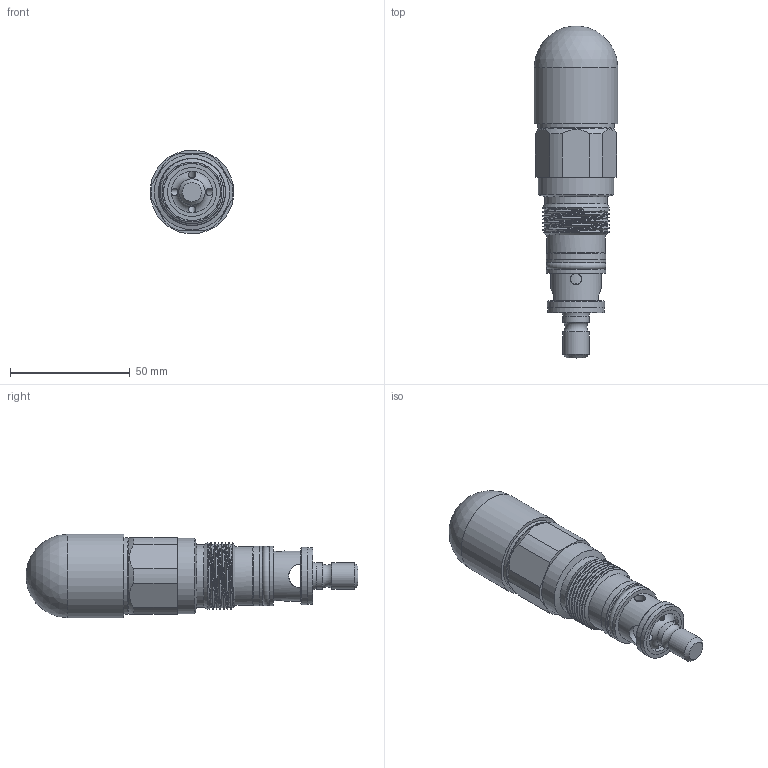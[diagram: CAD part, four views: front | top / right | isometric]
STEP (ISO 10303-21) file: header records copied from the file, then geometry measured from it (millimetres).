
FILE_DESCRIPTION(/* description */ (''),/* implementation_level */ '2;1');
FILE_NAME(/* name */ 'DBDS6K-1XJ插入式直动型溢流阀.prt.stp',/* time_stamp */ '2022-03-30T20:14:17+08:00',/* author */ (''),/* organization */ (''),/* preprocessor_version */ 'ST-DEVELOPER v16.7',/* originating_system */ 'SIEMENS PLM Software NX 12.0',/* authorisation */ '');
FILE_SCHEMA (('AUTOMOTIVE_DESIGN { 1 0 10303 214 3 1 1 1 }'));
Length unit declared in the file: millimetre
Products named in the file (1): DBDS6K-1XJ插入式直动型溢流阀
Bounding box: 34.95 x 138.84 x 34.95 mm (x, y, z)
Volume: 78479.5 mm3; surface area: 29253.1 mm2
Topology: 10 solids, 11 shells, 323 faces, 765 edges, 463 vertices
Faces by surface type: plane 208, cylinder 63, cone 28, torus 16, bspline 6, sphere 2
Full cylindrical faces by diameter (mm): 2 x1, 3 x4, 3.1 x2, 4.7 x2, 4.709 x1, 5.209 x1, 6 x1, 10 x1, 11 x2, 16 x1, 16.5 x1, 17.28 x1, 19.7 x1, 20 x1, 20.3 x1, 20.4 x1, 20.48 x2, 21 x1, 23.8 x1, 24 x1, 24.5 x1, 25 x4, 26 x1, 30 x2, 31.5 x1, 32 x2, 35 x1
Entity records: 15463 total; most frequent: CARTESIAN_POINT 8647, DIRECTION 1337, ORIENTED_EDGE 1314, EDGE_CURVE 657, AXIS2_PLACEMENT_3D 542, VERTEX_POINT 436, EDGE_LOOP 426, ADVANCED_FACE 323
